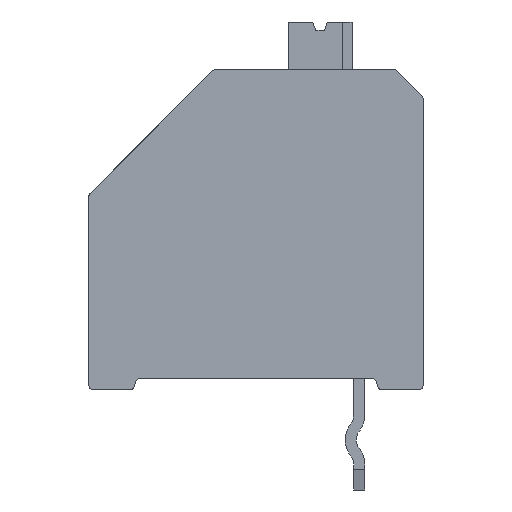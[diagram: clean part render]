
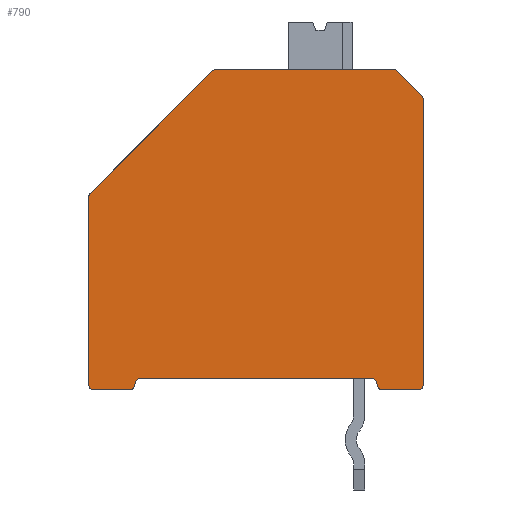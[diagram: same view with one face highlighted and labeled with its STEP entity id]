
A CAD part, front view. The second image highlights one B-rep face of the part: STEP entity #790.
In plain terms, the highlighted planar face has unit normal (0, -1, 0).
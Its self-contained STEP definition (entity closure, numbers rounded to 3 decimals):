
#790 = ADVANCED_FACE( '', ( #1886 ), #1887, .T. );
#1886 = FACE_OUTER_BOUND( '', #3353, .T. );
#1887 = PLANE( '', #3354 );
#3353 = EDGE_LOOP( '', ( #5285, #5286, #5287, #5288, #5289, #5290, #5291, #5292, #5293, #5294, #5295, #5296, #5297, #5298, #5299, #5300, #5301, #5302, #5303, #5304 ) );
#3354 = AXIS2_PLACEMENT_3D( '', #5305, #5306, #5307 );
#5285 = ORIENTED_EDGE( '', *, *, #9535, .F. );
#5286 = ORIENTED_EDGE( '', *, *, #9536, .T. );
#5287 = ORIENTED_EDGE( '', *, *, #9537, .F. );
#5288 = ORIENTED_EDGE( '', *, *, #9538, .T. );
#5289 = ORIENTED_EDGE( '', *, *, #9539, .F. );
#5290 = ORIENTED_EDGE( '', *, *, #9540, .T. );
#5291 = ORIENTED_EDGE( '', *, *, #9196, .T. );
#5292 = ORIENTED_EDGE( '', *, *, #9493, .T. );
#5293 = ORIENTED_EDGE( '', *, *, #9541, .F. );
#5294 = ORIENTED_EDGE( '', *, *, #9542, .T. );
#5295 = ORIENTED_EDGE( '', *, *, #9079, .T. );
#5296 = ORIENTED_EDGE( '', *, *, #9543, .F. );
#5297 = ORIENTED_EDGE( '', *, *, #9544, .T. );
#5298 = ORIENTED_EDGE( '', *, *, #9545, .F. );
#5299 = ORIENTED_EDGE( '', *, *, #9546, .T. );
#5300 = ORIENTED_EDGE( '', *, *, #9547, .T. );
#5301 = ORIENTED_EDGE( '', *, *, #9548, .F. );
#5302 = ORIENTED_EDGE( '', *, *, #9549, .T. );
#5303 = ORIENTED_EDGE( '', *, *, #9550, .T. );
#5304 = ORIENTED_EDGE( '', *, *, #9551, .T. );
#5305 = CARTESIAN_POINT( '', ( 0., -20.24, 0. ) );
#5306 = DIRECTION( '', ( 0., -1., 0. ) );
#5307 = DIRECTION( '', ( 0., 0., -1. ) );
#9079 = EDGE_CURVE( '', #10870, #10868, #10871, .T. );
#9196 = EDGE_CURVE( '', #11076, #11080, #11082, .T. );
#9493 = EDGE_CURVE( '', #11080, #11604, #11606, .T. );
#9535 = EDGE_CURVE( '', #11674, #11675, #11676, .T. );
#9536 = EDGE_CURVE( '', #11674, #11677, #11678, .T. );
#9537 = EDGE_CURVE( '', #11679, #11677, #11680, .T. );
#9538 = EDGE_CURVE( '', #11679, #11681, #11682, .T. );
#9539 = EDGE_CURVE( '', #11683, #11681, #11684, .T. );
#9540 = EDGE_CURVE( '', #11683, #11076, #11685, .T. );
#9541 = EDGE_CURVE( '', #11686, #11604, #11687, .T. );
#9542 = EDGE_CURVE( '', #11686, #10870, #11688, .T. );
#9543 = EDGE_CURVE( '', #11689, #10868, #11690, .T. );
#9544 = EDGE_CURVE( '', #11689, #11691, #11692, .T. );
#9545 = EDGE_CURVE( '', #11693, #11691, #11694, .T. );
#9546 = EDGE_CURVE( '', #11693, #11695, #11696, .T. );
#9547 = EDGE_CURVE( '', #11695, #11697, #11698, .T. );
#9548 = EDGE_CURVE( '', #11699, #11697, #11700, .T. );
#9549 = EDGE_CURVE( '', #11699, #11701, #11702, .T. );
#9550 = EDGE_CURVE( '', #11701, #11703, #11704, .T. );
#9551 = EDGE_CURVE( '', #11703, #11675, #11705, .T. );
#10868 = VERTEX_POINT( '', #13530 );
#10870 = VERTEX_POINT( '', #13533 );
#10871 = LINE( '', #13534, #13535 );
#11076 = VERTEX_POINT( '', #13816 );
#11080 = VERTEX_POINT( '', #13822 );
#11082 = LINE( '', #13825, #13826 );
#11604 = VERTEX_POINT( '', #14537 );
#11606 = CIRCLE( '', #14540, 0.17 );
#11674 = VERTEX_POINT( '', #14633 );
#11675 = VERTEX_POINT( '', #14634 );
#11676 = LINE( '', #14635, #14636 );
#11677 = VERTEX_POINT( '', #14637 );
#11678 = CIRCLE( '', #14638, 0.17 );
#11679 = VERTEX_POINT( '', #14639 );
#11680 = LINE( '', #14640, #14641 );
#11681 = VERTEX_POINT( '', #14642 );
#11682 = CIRCLE( '', #14643, 0.17 );
#11683 = VERTEX_POINT( '', #14644 );
#11684 = LINE( '', #14645, #14646 );
#11685 = CIRCLE( '', #14647, 0.17 );
#11686 = VERTEX_POINT( '', #14648 );
#11687 = LINE( '', #14649, #14650 );
#11688 = CIRCLE( '', #14651, 0.17 );
#11689 = VERTEX_POINT( '', #14652 );
#11690 = CIRCLE( '', #14653, 0.17 );
#11691 = VERTEX_POINT( '', #14654 );
#11692 = LINE( '', #14655, #14656 );
#11693 = VERTEX_POINT( '', #14657 );
#11694 = CIRCLE( '', #14658, 0.17 );
#11695 = VERTEX_POINT( '', #14659 );
#11696 = LINE( '', #14660, #14661 );
#11697 = VERTEX_POINT( '', #14662 );
#11698 = CIRCLE( '', #14663, 0.17 );
#11699 = VERTEX_POINT( '', #14664 );
#11700 = LINE( '', #14665, #14666 );
#11701 = VERTEX_POINT( '', #14667 );
#11702 = CIRCLE( '', #14668, 0.17 );
#11703 = VERTEX_POINT( '', #14669 );
#11704 = LINE( '', #14670, #14671 );
#11705 = CIRCLE( '', #14672, 0.17 );
#13530 = CARTESIAN_POINT( '', ( 1.673, -20.24, 0.104 ) );
#13533 = CARTESIAN_POINT( '', ( 1.634, -20.24, -0.044 ) );
#13534 = CARTESIAN_POINT( '', ( 1.707, -20.24, 0.23 ) );
#13535 = VECTOR( '', #17299, 1000. );
#13816 = CARTESIAN_POINT( '', ( 0., -20.24, 6.76 ) );
#13822 = CARTESIAN_POINT( '', ( 0., -20.24, 0. ) );
#13825 = CARTESIAN_POINT( '', ( 0., -20.24, 13.03 ) );
#13826 = VECTOR( '', #17424, 1000. );
#14537 = CARTESIAN_POINT( '', ( 0.17, -20.24, -0.17 ) );
#14540 = AXIS2_PLACEMENT_3D( '', #17771, #17772, #17773 );
#14633 = CARTESIAN_POINT( '', ( 11.05, -20.24, 11.28 ) );
#14634 = CARTESIAN_POINT( '', ( 11.95, -20.24, 10.38 ) );
#14635 = CARTESIAN_POINT( '', ( 11.5, -20.24, 10.83 ) );
#14636 = VECTOR( '', #17817, 1000. );
#14637 = CARTESIAN_POINT( '', ( 10.93, -20.24, 11.33 ) );
#14638 = AXIS2_PLACEMENT_3D( '', #17818, #17819, #17820 );
#14639 = CARTESIAN_POINT( '', ( 4.57, -20.24, 11.33 ) );
#14640 = CARTESIAN_POINT( '', ( 4.5, -20.24, 11.33 ) );
#14641 = VECTOR( '', #17821, 1000. );
#14642 = CARTESIAN_POINT( '', ( 4.45, -20.24, 11.28 ) );
#14643 = AXIS2_PLACEMENT_3D( '', #17822, #17823, #17824 );
#14644 = CARTESIAN_POINT( '', ( 0.05, -20.24, 6.88 ) );
#14645 = CARTESIAN_POINT( '', ( 1.847, -20.24, 8.677 ) );
#14646 = VECTOR( '', #17825, 1000. );
#14647 = AXIS2_PLACEMENT_3D( '', #17826, #17827, #17828 );
#14648 = CARTESIAN_POINT( '', ( 1.47, -20.24, -0.17 ) );
#14649 = CARTESIAN_POINT( '', ( 6., -20.24, -0.17 ) );
#14650 = VECTOR( '', #17829, 1000. );
#14651 = AXIS2_PLACEMENT_3D( '', #17830, #17831, #17832 );
#14652 = CARTESIAN_POINT( '', ( 1.838, -20.24, 0.23 ) );
#14653 = AXIS2_PLACEMENT_3D( '', #17833, #17834, #17835 );
#14654 = CARTESIAN_POINT( '', ( 10.162, -20.24, 0.23 ) );
#14655 = CARTESIAN_POINT( '', ( 8.312, -20.24, 0.23 ) );
#14656 = VECTOR( '', #17836, 1000. );
#14657 = CARTESIAN_POINT( '', ( 10.327, -20.24, 0.104 ) );
#14658 = AXIS2_PLACEMENT_3D( '', #17837, #17838, #17839 );
#14659 = CARTESIAN_POINT( '', ( 10.366, -20.24, -0.044 ) );
#14660 = CARTESIAN_POINT( '', ( 10.774, -20.24, -1.566 ) );
#14661 = VECTOR( '', #17840, 1000. );
#14662 = CARTESIAN_POINT( '', ( 10.53, -20.24, -0.17 ) );
#14663 = AXIS2_PLACEMENT_3D( '', #17841, #17842, #17843 );
#14664 = CARTESIAN_POINT( '', ( 11.83, -20.24, -0.17 ) );
#14665 = CARTESIAN_POINT( '', ( 6., -20.24, -0.17 ) );
#14666 = VECTOR( '', #17844, 1000. );
#14667 = CARTESIAN_POINT( '', ( 12., -20.24, 0. ) );
#14668 = AXIS2_PLACEMENT_3D( '', #17845, #17846, #17847 );
#14669 = CARTESIAN_POINT( '', ( 12., -20.24, 10.26 ) );
#14670 = CARTESIAN_POINT( '', ( 12., -20.24, -3.77 ) );
#14671 = VECTOR( '', #17848, 1000. );
#14672 = AXIS2_PLACEMENT_3D( '', #17849, #17850, #17851 );
#17299 = DIRECTION( '', ( 0.259, 0., 0.966 ) );
#17424 = DIRECTION( '', ( 0., 0., -1. ) );
#17771 = CARTESIAN_POINT( '', ( 0.17, -20.24, 0. ) );
#17772 = DIRECTION( '', ( 0., -1., 0. ) );
#17773 = DIRECTION( '', ( 0., 0., -1. ) );
#17817 = DIRECTION( '', ( 0.707, 0., -0.707 ) );
#17818 = CARTESIAN_POINT( '', ( 10.93, -20.24, 11.16 ) );
#17819 = DIRECTION( '', ( 0., -1., 0. ) );
#17820 = DIRECTION( '', ( 0., 0., -1. ) );
#17821 = DIRECTION( '', ( 1., 0., 0. ) );
#17822 = CARTESIAN_POINT( '', ( 4.57, -20.24, 11.16 ) );
#17823 = DIRECTION( '', ( 0., -1., 0. ) );
#17824 = DIRECTION( '', ( 0., 0., -1. ) );
#17825 = DIRECTION( '', ( 0.707, 0., 0.707 ) );
#17826 = CARTESIAN_POINT( '', ( 0.17, -20.24, 6.76 ) );
#17827 = DIRECTION( '', ( 0., -1., 0. ) );
#17828 = DIRECTION( '', ( 0., 0., -1. ) );
#17829 = DIRECTION( '', ( -1., 0., 0. ) );
#17830 = CARTESIAN_POINT( '', ( 1.47, -20.24, 0. ) );
#17831 = DIRECTION( '', ( 0., -1., 0. ) );
#17832 = DIRECTION( '', ( 0., 0., -1. ) );
#17833 = CARTESIAN_POINT( '', ( 1.838, -20.24, 0.06 ) );
#17834 = DIRECTION( '', ( 0., -1., 0. ) );
#17835 = DIRECTION( '', ( 0., 0., -1. ) );
#17836 = DIRECTION( '', ( 1., 0., 0. ) );
#17837 = CARTESIAN_POINT( '', ( 10.162, -20.24, 0.06 ) );
#17838 = DIRECTION( '', ( 0., -1., 0. ) );
#17839 = DIRECTION( '', ( 0., 0., -1. ) );
#17840 = DIRECTION( '', ( 0.259, 0., -0.966 ) );
#17841 = CARTESIAN_POINT( '', ( 10.53, -20.24, 0. ) );
#17842 = DIRECTION( '', ( 0., -1., 0. ) );
#17843 = DIRECTION( '', ( 0., 0., -1. ) );
#17844 = DIRECTION( '', ( -1., 0., 0. ) );
#17845 = CARTESIAN_POINT( '', ( 11.83, -20.24, 0. ) );
#17846 = DIRECTION( '', ( 0., -1., 0. ) );
#17847 = DIRECTION( '', ( 0., 0., -1. ) );
#17848 = DIRECTION( '', ( 0., 0., 1. ) );
#17849 = CARTESIAN_POINT( '', ( 11.83, -20.24, 10.26 ) );
#17850 = DIRECTION( '', ( 0., -1., 0. ) );
#17851 = DIRECTION( '', ( 0., 0., -1. ) );
